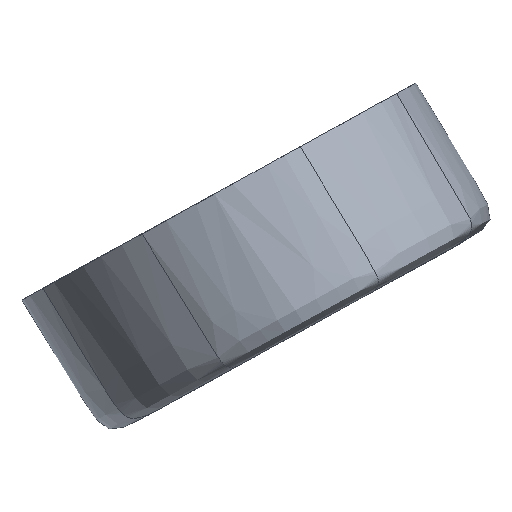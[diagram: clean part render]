
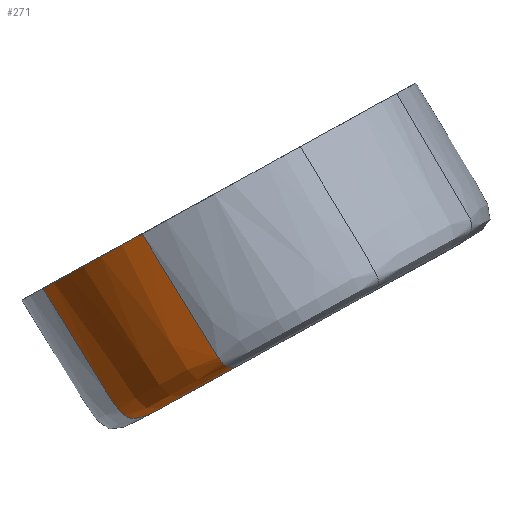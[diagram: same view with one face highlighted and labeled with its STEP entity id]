
A CAD part, front view. The second image highlights one B-rep face of the part: STEP entity #271.
In plain terms, the highlighted free-form (B-spline) face has degree [3, 3] with [7, 10] control points.
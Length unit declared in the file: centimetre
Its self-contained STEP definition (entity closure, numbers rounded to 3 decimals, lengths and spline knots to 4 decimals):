
#271=ADVANCED_FACE('',(#574),#4113,.T.);
#574=FACE_OUTER_BOUND('',#877,.T.);
#877=EDGE_LOOP('',(#1304,#1305,#1306,#1307,#1308));
#1304=ORIENTED_EDGE('',*,*,#2531,.F.);
#1305=ORIENTED_EDGE('',*,*,#2520,.F.);
#1306=ORIENTED_EDGE('',*,*,#2519,.T.);
#1307=ORIENTED_EDGE('',*,*,#2521,.F.);
#1308=ORIENTED_EDGE('',*,*,#2528,.F.);
#2519=EDGE_CURVE('',#3745,#3744,#3258,.T.);
#2520=EDGE_CURVE('',#3745,#3758,#3259,.T.);
#2521=EDGE_CURVE('',#3746,#3744,#3260,.T.);
#2528=EDGE_CURVE('',#3760,#3746,#3267,.T.);
#2531=EDGE_CURVE('',#3758,#3760,#3270,.T.);
#3258=B_SPLINE_CURVE_WITH_KNOTS('',3,(#15151,#15152,#15153,#15154,#15155,
#15156,#15157,#15158,#15159),.UNSPECIFIED.,.F.,.F.,(4,1,1,1,1,1,4),(0.,
0.25,0.5,0.625,0.75,0.875,1.),.UNSPECIFIED.);
#3259=B_SPLINE_CURVE_WITH_KNOTS('',3,(#15160,#15161,#15162,#15163,#15164,
#15165,#15166,#15167,#15168,#15169),.UNSPECIFIED.,.F.,.F.,(4,1,1,1,3,4),
(0.,0.2,0.4,0.6,0.8,1.),.UNSPECIFIED.);
#3260=B_SPLINE_CURVE_WITH_KNOTS('',3,(#15170,#15171,#15172,#15173,#15174,
#15175,#15176,#15177,#15178),.UNSPECIFIED.,.F.,.F.,(4,1,1,1,1,1,4),(0.,
0.5,1.,1.25,1.5,1.75,2.),.UNSPECIFIED.);
#3267=B_SPLINE_CURVE_WITH_KNOTS('',3,(#15220,#15221,#15222,#15223,#15224,
#15225,#15226,#15227,#15228,#15229),.UNSPECIFIED.,.F.,.F.,(4,3,1,1,1,4),
(0.,0.2,0.4,0.6,0.8,1.),.UNSPECIFIED.);
#3270=B_SPLINE_CURVE_WITH_KNOTS('',3,(#15265,#15266,#15267,#15268,#15269,
#15270,#15271),.UNSPECIFIED.,.F.,.F.,(4,1,1,1,4),(-1.,-0.75,-0.5,-0.25,
0.),.UNSPECIFIED.);
#3744=VERTEX_POINT('',#15073);
#3745=VERTEX_POINT('',#15074);
#3746=VERTEX_POINT('',#15075);
#3758=VERTEX_POINT('',#15087);
#3760=VERTEX_POINT('',#15089);
#4113=B_SPLINE_SURFACE_WITH_KNOTS('',3,3,((#9905,#9906,#9907,#9908,#9909,
#9910,#9911,#9912,#9913,#9914),(#9915,#9916,#9917,#9918,#9919,#9920,#9921,
#9922,#9923,#9924),(#9925,#9926,#9927,#9928,#9929,#9930,#9931,#9932,#9933,
#9934),(#9935,#9936,#9937,#9938,#9939,#9940,#9941,#9942,#9943,#9944),(#9945,
#9946,#9947,#9948,#9949,#9950,#9951,#9952,#9953,#9954),(#9955,#9956,#9957,
#9958,#9959,#9960,#9961,#9962,#9963,#9964),(#9965,#9966,#9967,#9968,#9969,
#9970,#9971,#9972,#9973,#9974)),.UNSPECIFIED.,.F.,.F.,.F.,(4,1,1,1,4),(4,
3,1,1,1,4),(-2.,-1.,0.,1.,2.),(-1.,0.,1.,2.,3.,4.),.UNSPECIFIED.);
#9905=CARTESIAN_POINT('',(-381.4693,384.6188,35.3134));
#9906=CARTESIAN_POINT('',(-380.7376,384.6164,34.1076));
#9907=CARTESIAN_POINT('',(-380.0058,384.6141,32.9018));
#9908=CARTESIAN_POINT('',(-379.5408,384.6202,32.1422));
#9909=CARTESIAN_POINT('',(-379.3084,384.6232,31.7624));
#9910=CARTESIAN_POINT('',(-378.9768,384.6335,31.2259));
#9911=CARTESIAN_POINT('',(-378.7005,384.7735,30.8943));
#9912=CARTESIAN_POINT('',(-378.466,385.15,30.8392));
#9913=CARTESIAN_POINT('',(-378.3406,385.4939,30.8912));
#9914=CARTESIAN_POINT('',(-378.2864,385.6729,30.9153));
#9915=CARTESIAN_POINT('',(-381.7634,384.7777,35.1513));
#9916=CARTESIAN_POINT('',(-381.0316,384.7753,33.9455));
#9917=CARTESIAN_POINT('',(-380.2999,384.773,32.7397));
#9918=CARTESIAN_POINT('',(-379.8347,384.7788,31.9804));
#9919=CARTESIAN_POINT('',(-379.6021,384.7817,31.6008));
#9920=CARTESIAN_POINT('',(-379.2701,384.7916,31.0647));
#9921=CARTESIAN_POINT('',(-378.9897,384.9275,30.7355));
#9922=CARTESIAN_POINT('',(-378.7444,385.2929,30.6864));
#9923=CARTESIAN_POINT('',(-378.6089,385.6249,30.7438));
#9924=CARTESIAN_POINT('',(-378.5493,385.7968,30.7709));
#9925=CARTESIAN_POINT('',(-382.4107,385.1966,34.7947));
#9926=CARTESIAN_POINT('',(-381.6789,385.1943,33.5889));
#9927=CARTESIAN_POINT('',(-380.9471,385.1919,32.3831));
#9928=CARTESIAN_POINT('',(-380.4815,385.1971,31.6243));
#9929=CARTESIAN_POINT('',(-380.2486,385.1998,31.245));
#9930=CARTESIAN_POINT('',(-379.9159,385.2088,30.7098));
#9931=CARTESIAN_POINT('',(-379.6242,385.3335,30.3873));
#9932=CARTESIAN_POINT('',(-379.348,385.6689,30.3551));
#9933=CARTESIAN_POINT('',(-379.183,385.968,30.4285));
#9934=CARTESIAN_POINT('',(-379.1074,386.1201,30.4642));
#9935=CARTESIAN_POINT('',(-383.3866,386.071,34.2569));
#9936=CARTESIAN_POINT('',(-382.6548,386.0686,33.0511));
#9937=CARTESIAN_POINT('',(-381.9231,386.0662,31.8453));
#9938=CARTESIAN_POINT('',(-381.4564,386.0704,31.0873));
#9939=CARTESIAN_POINT('',(-381.2231,386.0725,30.7083));
#9940=CARTESIAN_POINT('',(-380.8891,386.0799,30.1742));
#9941=CARTESIAN_POINT('',(-380.576,386.1825,29.8641));
#9942=CARTESIAN_POINT('',(-380.2413,386.4579,29.8642));
#9943=CARTESIAN_POINT('',(-380.0179,386.6936,29.9695));
#9944=CARTESIAN_POINT('',(-379.9097,386.8087,30.0232));
#9945=CARTESIAN_POINT('',(-384.1953,387.134,33.8111));
#9946=CARTESIAN_POINT('',(-383.4635,387.1316,32.6053));
#9947=CARTESIAN_POINT('',(-382.7318,387.1292,31.3994));
#9948=CARTESIAN_POINT('',(-382.2638,387.1321,30.642));
#9949=CARTESIAN_POINT('',(-382.0298,387.1336,30.2633));
#9950=CARTESIAN_POINT('',(-381.6937,387.1391,29.73));
#9951=CARTESIAN_POINT('',(-381.3596,387.2172,29.4313));
#9952=CARTESIAN_POINT('',(-380.9699,387.427,29.4624));
#9953=CARTESIAN_POINT('',(-380.6883,387.5982,29.6004));
#9954=CARTESIAN_POINT('',(-380.546,387.6775,29.6731));
#9955=CARTESIAN_POINT('',(-384.6036,387.9918,33.5859));
#9956=CARTESIAN_POINT('',(-383.8718,387.9894,32.38));
#9957=CARTESIAN_POINT('',(-383.14,387.987,31.1742));
#9958=CARTESIAN_POINT('',(-382.6711,387.9891,30.417));
#9959=CARTESIAN_POINT('',(-382.4366,387.9902,30.0384));
#9960=CARTESIAN_POINT('',(-382.0991,387.9945,29.5055));
#9961=CARTESIAN_POINT('',(-381.753,388.0558,29.2131));
#9962=CARTESIAN_POINT('',(-381.3327,388.2202,29.2616));
#9963=CARTESIAN_POINT('',(-381.0187,388.3504,29.418));
#9964=CARTESIAN_POINT('',(-380.8572,388.4086,29.5015));
#9965=CARTESIAN_POINT('',(-384.7701,388.4638,33.4939));
#9966=CARTESIAN_POINT('',(-384.0383,388.4614,32.2881));
#9967=CARTESIAN_POINT('',(-383.3066,388.459,31.0823));
#9968=CARTESIAN_POINT('',(-382.8372,388.4608,30.3251));
#9969=CARTESIAN_POINT('',(-382.6026,388.4617,29.9466));
#9970=CARTESIAN_POINT('',(-382.2644,388.4655,29.4138));
#9971=CARTESIAN_POINT('',(-381.9132,388.5186,29.124));
#9972=CARTESIAN_POINT('',(-381.4802,388.6604,29.1799));
#9973=CARTESIAN_POINT('',(-381.1531,388.7713,29.3438));
#9974=CARTESIAN_POINT('',(-380.984,388.8201,29.4314));
#15073=CARTESIAN_POINT('',(-379.8821,386.8387,30.0384));
#15074=CARTESIAN_POINT('',(-380.984,388.8201,29.4314));
#15075=CARTESIAN_POINT('',(-378.2864,385.6729,30.9153));
#15087=CARTESIAN_POINT('',(-384.7701,388.4638,33.4939));
#15089=CARTESIAN_POINT('',(-381.4693,384.6188,35.3134));
#15151=CARTESIAN_POINT('',(-380.984,388.8201,29.4314));
#15152=CARTESIAN_POINT('',(-380.9206,388.6144,29.4664));
#15153=CARTESIAN_POINT('',(-380.7794,388.2259,29.5444));
#15154=CARTESIAN_POINT('',(-380.5672,387.7926,29.6613));
#15155=CARTESIAN_POINT('',(-380.3763,387.4745,29.7664));
#15156=CARTESIAN_POINT('',(-380.2226,387.2495,29.851));
#15157=CARTESIAN_POINT('',(-380.0584,387.0371,29.9413));
#15158=CARTESIAN_POINT('',(-379.942,386.9036,30.0054));
#15159=CARTESIAN_POINT('',(-379.8821,386.8387,30.0384));
#15160=CARTESIAN_POINT('',(-380.984,388.8201,29.4314));
#15161=CARTESIAN_POINT('',(-381.1531,388.7713,29.3438));
#15162=CARTESIAN_POINT('',(-381.4802,388.6604,29.1799));
#15163=CARTESIAN_POINT('',(-381.9132,388.5186,29.124));
#15164=CARTESIAN_POINT('',(-382.2644,388.4655,29.4138));
#15165=CARTESIAN_POINT('',(-382.6026,388.4617,29.9466));
#15166=CARTESIAN_POINT('',(-382.8372,388.4608,30.3251));
#15167=CARTESIAN_POINT('',(-383.3066,388.459,31.0823));
#15168=CARTESIAN_POINT('',(-384.0383,388.4614,32.2881));
#15169=CARTESIAN_POINT('',(-384.7701,388.4638,33.4939));
#15170=CARTESIAN_POINT('',(-378.2864,385.6729,30.9153));
#15171=CARTESIAN_POINT('',(-378.4178,385.7348,30.8431));
#15172=CARTESIAN_POINT('',(-378.6888,385.8776,30.6942));
#15173=CARTESIAN_POINT('',(-379.034,386.1009,30.5045));
#15174=CARTESIAN_POINT('',(-379.3058,386.305,30.3552));
#15175=CARTESIAN_POINT('',(-379.5054,386.4704,30.2454));
#15176=CARTESIAN_POINT('',(-379.6988,386.6478,30.1391));
#15177=CARTESIAN_POINT('',(-379.8221,386.7738,30.0713));
#15178=CARTESIAN_POINT('',(-379.8821,386.8387,30.0384));
#15220=CARTESIAN_POINT('',(-381.4693,384.6188,35.3134));
#15221=CARTESIAN_POINT('',(-380.7376,384.6164,34.1076));
#15222=CARTESIAN_POINT('',(-380.0058,384.6141,32.9018));
#15223=CARTESIAN_POINT('',(-379.5408,384.6202,32.1422));
#15224=CARTESIAN_POINT('',(-379.3084,384.6232,31.7624));
#15225=CARTESIAN_POINT('',(-378.9768,384.6335,31.2259));
#15226=CARTESIAN_POINT('',(-378.7005,384.7735,30.8943));
#15227=CARTESIAN_POINT('',(-378.466,385.15,30.8392));
#15228=CARTESIAN_POINT('',(-378.3406,385.4939,30.8912));
#15229=CARTESIAN_POINT('',(-378.2864,385.6729,30.9153));
#15265=CARTESIAN_POINT('',(-384.7701,388.4638,33.4939));
#15266=CARTESIAN_POINT('',(-384.6036,387.9918,33.5859));
#15267=CARTESIAN_POINT('',(-384.1953,387.134,33.8111));
#15268=CARTESIAN_POINT('',(-383.3866,386.071,34.2569));
#15269=CARTESIAN_POINT('',(-382.4107,385.1966,34.7947));
#15270=CARTESIAN_POINT('',(-381.7634,384.7777,35.1513));
#15271=CARTESIAN_POINT('',(-381.4693,384.6188,35.3134));
